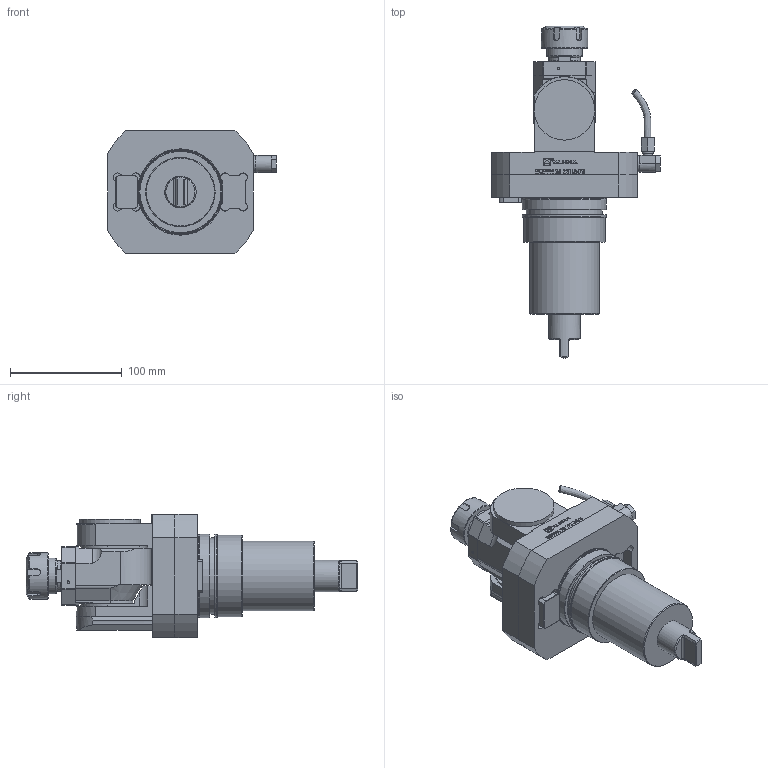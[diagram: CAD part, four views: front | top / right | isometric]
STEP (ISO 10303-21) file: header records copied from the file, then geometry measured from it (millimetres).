
FILE_DESCRIPTION (( 'STEP AP214' ), '1' );
FILE_NAME ('ROPPH25121UN75.STEP', '2025-10-21T07:34:36', ( '' ), ( '' ), 'SwSTEP 2.0', 'SolidWorks 2023', '' );
FILE_SCHEMA (( 'AUTOMOTIVE_DESIGN' ));
Length unit declared in the file: millimetre
Products named in the file (1): ROPPH25121UN75
Bounding box: 150.7 x 296.53 x 110 mm (x, y, z)
Volume: 1299008.1 mm3; surface area: 114955.9 mm2
Topology: 1 solids, 3 shells, 634 faces, 1678 edges, 1090 vertices
Faces by surface type: plane 405, cylinder 124, bspline 71, torus 17, cone 17
Full cylindrical faces by diameter (mm): 1.7 x1, 2.1 x1, 6.366 x1, 8.2 x1, 9.8 x1, 14.5 x1, 28 x1, 32 x1, 41.5 x1, 54 x1, 62 x1, 68 x1, 73 x1, 74.6 x1, 75 x2
Entity records: 27360 total; most frequent: CARTESIAN_POINT 9262, ORIENTED_EDGE 3268, DIRECTION 2766, EDGE_CURVE 1634, VERTEX_POINT 1080, LINE 1072, VECTOR 1072, AXIS2_PLACEMENT_3D 847
